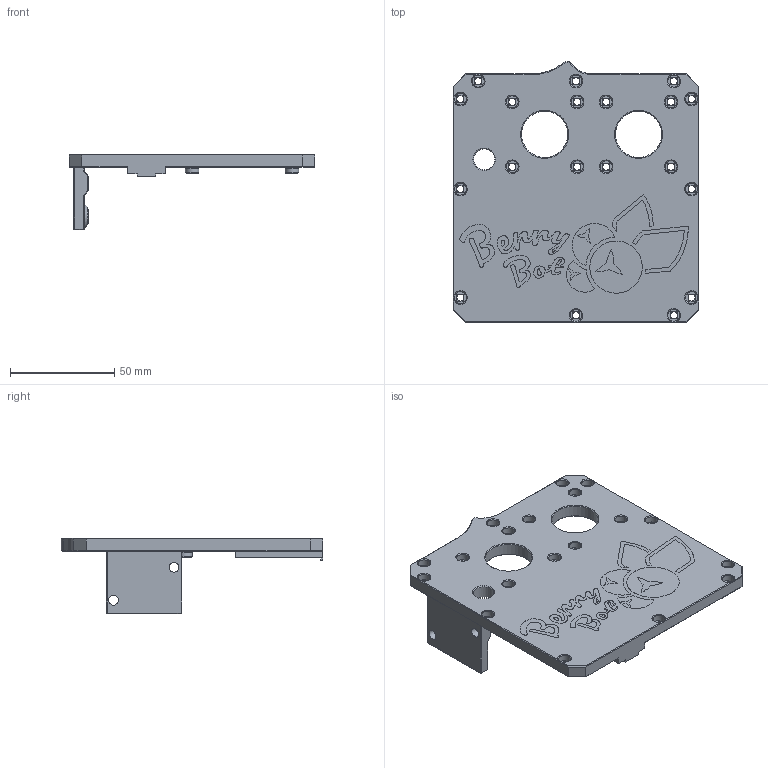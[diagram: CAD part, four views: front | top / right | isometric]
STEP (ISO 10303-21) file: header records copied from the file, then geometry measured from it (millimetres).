
FILE_DESCRIPTION(/* description */ (''),/* implementation_level */ '2;1');
FILE_NAME(/* name */ 'motor plate.step',/* time_stamp */ '2025-08-26T19:01:46-04:00',/* author */ (''),/* organization */ (''),/* preprocessor_version */ 'ST-DEVELOPER v20.1',/* originating_system */ 'Autodesk Translation Framework v14.10.0.0',/* authorisation */ '');
FILE_SCHEMA (('AUTOMOTIVE_DESIGN { 1 0 10303 214 3 1 1 }'));
Length unit declared in the file: millimetre
Products named in the file (2): motorPlate; logo
Assembly tree (1 placements, depth 2):
  motorPlate
    logo
Bounding box: 117.8 x 125.29 x 36.41 mm (x, y, z)
Volume: 90029 mm3; surface area: 38355.8 mm2
Topology: 10 solids, 10 shells, 833 faces, 2225 edges, 1414 vertices
Faces by surface type: plane 377, bspline 333, cone 67, cylinder 56
Full cylindrical faces by diameter (mm): 1.6 x2, 3.4 x19, 4.7 x6, 5.75 x19, 6.5 x4, 10 x1, 22.2 x2
Entity records: 26607 total; most frequent: CARTESIAN_POINT 8888, ORIENTED_EDGE 4450, DIRECTION 2851, EDGE_CURVE 2225, VERTEX_POINT 1414, LINE 1203, VECTOR 1203, EDGE_LOOP 897
